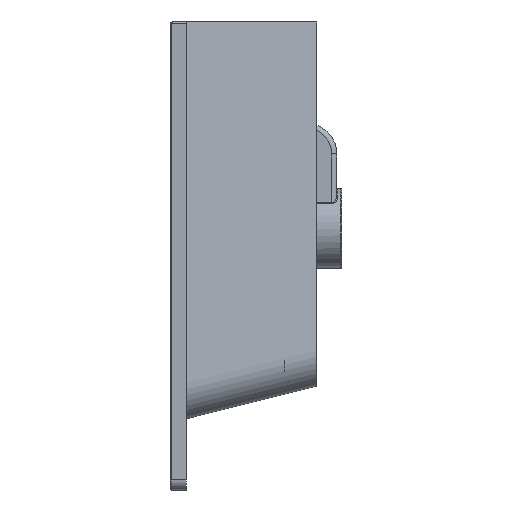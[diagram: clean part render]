
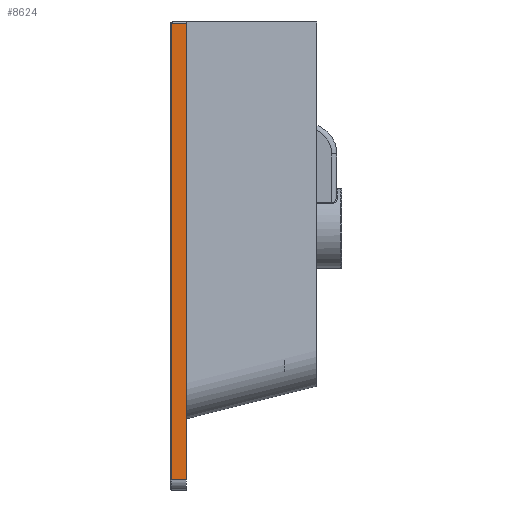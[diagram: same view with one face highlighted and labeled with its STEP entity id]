
A CAD part, left-side view. The second image highlights one B-rep face of the part: STEP entity #8624.
In plain terms, the highlighted planar face has unit normal (-1, 0, 0).
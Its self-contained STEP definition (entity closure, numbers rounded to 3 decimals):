
#119 = CARTESIAN_POINT ( 'NONE',  ( -304., 15., -230. ) ) ;
#779 = ORIENTED_EDGE ( 'NONE', *, *, #13005, .T. ) ;
#847 = VERTEX_POINT ( 'NONE', #891 ) ;
#891 = CARTESIAN_POINT ( 'NONE',  ( -304., 0., -220. ) ) ;
#1287 = FACE_OUTER_BOUND ( 'NONE', #18344, .T. ) ;
#1930 = EDGE_CURVE ( 'NONE', #847, #24764, #13678, .T. ) ;
#3318 = VECTOR ( 'NONE', #23816, 1000. ) ;
#5568 = DIRECTION ( 'NONE',  ( 0., 1., 0. ) ) ;
#5862 = CARTESIAN_POINT ( 'NONE',  ( -304., 15., -220. ) ) ;
#6254 = CARTESIAN_POINT ( 'NONE',  ( -304., 15., 228. ) ) ;
#7437 = DIRECTION ( 'NONE',  ( 0., 0., -1. ) ) ;
#7470 = CARTESIAN_POINT ( 'NONE',  ( -304., 16., -230. ) ) ;
#7538 = CARTESIAN_POINT ( 'NONE',  ( -304., 16., 229. ) ) ;
#8276 = DIRECTION ( 'NONE',  ( 0., 0., -1. ) ) ;
#8410 = LINE ( 'NONE', #18834, #10508 ) ;
#8624 = ADVANCED_FACE ( 'NONE', ( #1287 ), #25021, .F. ) ;
#8998 = CARTESIAN_POINT ( 'NONE',  ( -304., 14., 229. ) ) ;
#10508 = VECTOR ( 'NONE', #10530, 1000. ) ;
#10530 = DIRECTION ( 'NONE',  ( 0., -1., 0. ) ) ;
#10919 = DIRECTION ( 'NONE',  ( 1., 0., 0. ) ) ;
#10962 = EDGE_CURVE ( 'NONE', #20559, #13933, #12355, .T. ) ;
#11221 = VECTOR ( 'NONE', #8276, 1000. ) ;
#12355 = LINE ( 'NONE', #119, #11221 ) ;
#13005 = EDGE_CURVE ( 'NONE', #13933, #847, #8410, .T. ) ;
#13013 = DIRECTION ( 'NONE',  ( 0., 0., -1. ) ) ;
#13678 = LINE ( 'NONE', #21589, #3318 ) ;
#13829 = ORIENTED_EDGE ( 'NONE', *, *, #1930, .T. ) ;
#13933 = VERTEX_POINT ( 'NONE', #5862 ) ;
#15483 = CARTESIAN_POINT ( 'NONE',  ( -304., 14., 228. ) ) ;
#15942 = EDGE_CURVE ( 'NONE', #24764, #24829, #25612, .T. ) ;
#18344 = EDGE_LOOP ( 'NONE', ( #25619, #779, #13829, #21524, #19544 ) ) ;
#18654 = AXIS2_PLACEMENT_3D ( 'NONE', #7470, #10919, #13013 ) ;
#18834 = CARTESIAN_POINT ( 'NONE',  ( -304., 16., -220. ) ) ;
#19058 = DIRECTION ( 'NONE',  ( -1., 0., 0. ) ) ;
#19544 = ORIENTED_EDGE ( 'NONE', *, *, #20924, .T. ) ;
#20559 = VERTEX_POINT ( 'NONE', #6254 ) ;
#20924 = EDGE_CURVE ( 'NONE', #24829, #20559, #20939, .T. ) ;
#20939 = CIRCLE ( 'NONE', #21349, 1. ) ;
#21349 = AXIS2_PLACEMENT_3D ( 'NONE', #15483, #19058, #7437 ) ;
#21524 = ORIENTED_EDGE ( 'NONE', *, *, #15942, .T. ) ;
#21589 = CARTESIAN_POINT ( 'NONE',  ( -304., 0., -230. ) ) ;
#22795 = VECTOR ( 'NONE', #5568, 1000. ) ;
#23816 = DIRECTION ( 'NONE',  ( 0., 0., 1. ) ) ;
#24281 = CARTESIAN_POINT ( 'NONE',  ( -304., 0., 229. ) ) ;
#24764 = VERTEX_POINT ( 'NONE', #24281 ) ;
#24829 = VERTEX_POINT ( 'NONE', #8998 ) ;
#25021 = PLANE ( 'NONE',  #18654 ) ;
#25612 = LINE ( 'NONE', #7538, #22795 ) ;
#25619 = ORIENTED_EDGE ( 'NONE', *, *, #10962, .T. ) ;
